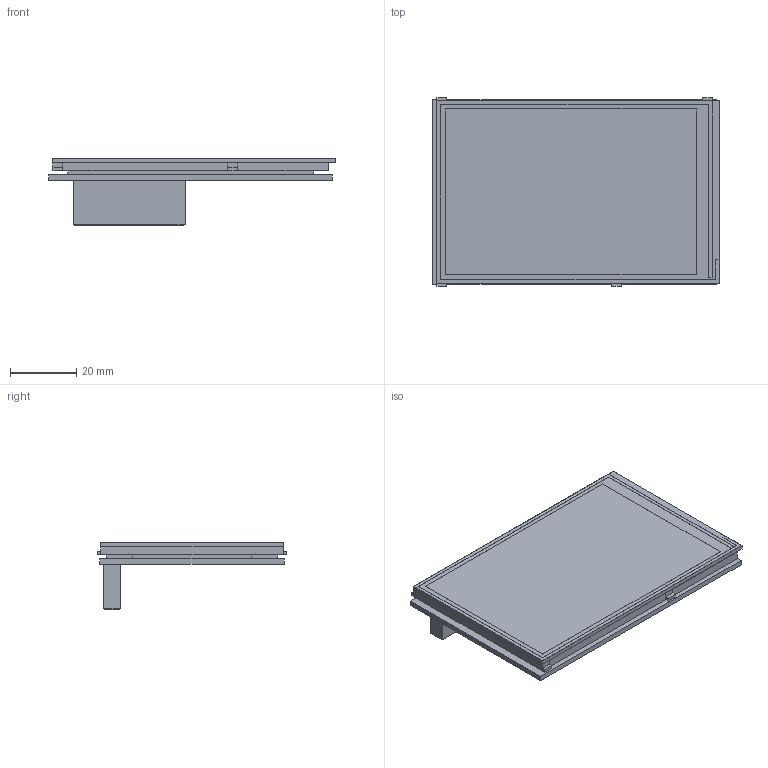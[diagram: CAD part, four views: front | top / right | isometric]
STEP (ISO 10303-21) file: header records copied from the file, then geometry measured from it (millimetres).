
FILE_DESCRIPTION(('FreeCAD Model'),'2;1');
FILE_NAME('Open CASCADE Shape Model','2021-12-14T12:45:15',(''),(''), 'Open CASCADE STEP processor 7.5','FreeCAD','Unknown');
FILE_SCHEMA(('AUTOMOTIVE_DESIGN { 1 0 10303 214 1 1 1 1 }'));
Length unit declared in the file: millimetre
Products named in the file (8): Unnamed; PCB; AdhesiveSponge; Plastic; Crystal; Resistor; BlackLayer; Connector
Assembly tree (7 placements, depth 2):
  Unnamed
    PCB
    AdhesiveSponge
    Plastic
    Crystal
    Resistor
    BlackLayer
    Connector
Bounding box: 86.21 x 56.85 x 20.3 mm (x, y, z)
Volume: 28391.4 mm3; surface area: 37382.5 mm2
Topology: 7 solids, 7 shells, 299 faces, 739 edges, 454 vertices
Faces by surface type: plane 299
Entity records: 18422 total; most frequent: CARTESIAN_POINT 2978, DIRECTION 2831, LINE 2217, VECTOR 2217, ORIENTED_EDGE 1478, PCURVE 1478, DEFINITIONAL_REPRESENTATION 1478, EDGE_CURVE 739
